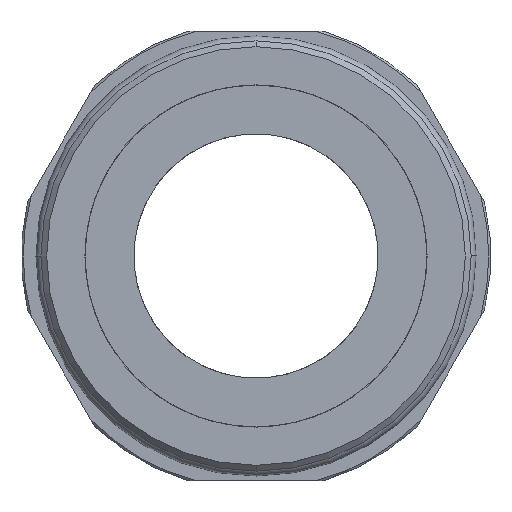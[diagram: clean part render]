
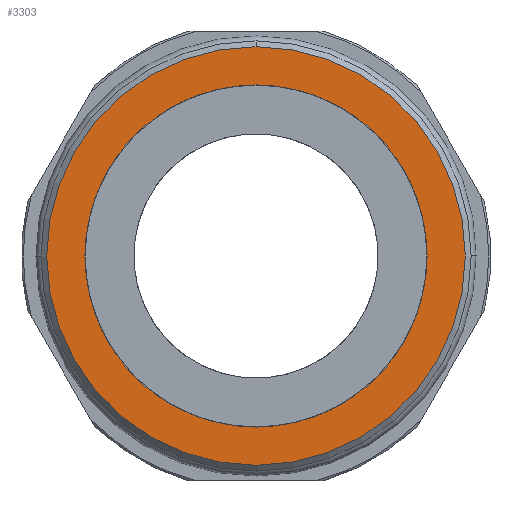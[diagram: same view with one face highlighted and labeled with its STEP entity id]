
A CAD part, front view. The second image highlights one B-rep face of the part: STEP entity #3303.
In plain terms, the highlighted planar face has unit normal (0, -1, 0).
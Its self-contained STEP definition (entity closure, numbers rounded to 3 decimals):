
#142 = CARTESIAN_POINT ( 'NONE',  ( 0., 0., -17.5 ) ) ;
#192 = CARTESIAN_POINT ( 'NONE',  ( 0., 0., -21.4 ) ) ;
#248 = CARTESIAN_POINT ( 'NONE',  ( 0., 0., 21.4 ) ) ;
#259 = CARTESIAN_POINT ( 'NONE',  ( 0., 0., 0. ) ) ;
#269 = DIRECTION ( 'NONE',  ( 0., 0., 1. ) ) ;
#297 = DIRECTION ( 'NONE',  ( 0., -1., 0. ) ) ;
#361 = FACE_OUTER_BOUND ( 'NONE', #2794, .T. ) ;
#366 = PLANE ( 'NONE',  #1908 ) ;
#398 = FACE_BOUND ( 'NONE', #2757, .T. ) ;
#433 = DIRECTION ( 'NONE',  ( 0., 1., 0. ) ) ;
#439 = DIRECTION ( 'NONE',  ( 0., 0., 1. ) ) ;
#447 = CARTESIAN_POINT ( 'NONE',  ( 0., 0., 0. ) ) ;
#584 = CARTESIAN_POINT ( 'NONE',  ( 0., 0., 0. ) ) ;
#586 = DIRECTION ( 'NONE',  ( 0., 0., 1. ) ) ;
#592 = DIRECTION ( 'NONE',  ( 0., -1., 0. ) ) ;
#892 = CARTESIAN_POINT ( 'NONE',  ( 0., 0., 0. ) ) ;
#893 = DIRECTION ( 'NONE',  ( 0., -1., 0. ) ) ;
#923 = DIRECTION ( 'NONE',  ( 0., 0., -1. ) ) ;
#1490 = DIRECTION ( 'NONE',  ( 0., -1., 0. ) ) ;
#1505 = DIRECTION ( 'NONE',  ( 0., 0., -1. ) ) ;
#1518 = CARTESIAN_POINT ( 'NONE',  ( 0., 0., 0. ) ) ;
#1562 = CARTESIAN_POINT ( 'NONE',  ( 0., 0., 17.5 ) ) ;
#1908 = AXIS2_PLACEMENT_3D ( 'NONE', #447, #433, #439 ) ;
#1988 = CIRCLE ( 'NONE', #2006, 21.4 ) ;
#2001 = CIRCLE ( 'NONE', #2031, 17.5 ) ;
#2006 = AXIS2_PLACEMENT_3D ( 'NONE', #584, #592, #586 ) ;
#2031 = AXIS2_PLACEMENT_3D ( 'NONE', #892, #893, #923 ) ;
#2196 = CIRCLE ( 'NONE', #2226, 17.5 ) ;
#2226 = AXIS2_PLACEMENT_3D ( 'NONE', #1518, #1490, #1505 ) ;
#2239 = AXIS2_PLACEMENT_3D ( 'NONE', #259, #297, #269 ) ;
#2250 = CIRCLE ( 'NONE', #2239, 21.4 ) ;
#2590 = ORIENTED_EDGE ( 'NONE', *, *, #3382, .F. ) ;
#2612 = ORIENTED_EDGE ( 'NONE', *, *, #3242, .F. ) ;
#2617 = ORIENTED_EDGE ( 'NONE', *, *, #3352, .T. ) ;
#2620 = ORIENTED_EDGE ( 'NONE', *, *, #3272, .T. ) ;
#2757 = EDGE_LOOP ( 'NONE', ( #2612, #2590 ) ) ;
#2794 = EDGE_LOOP ( 'NONE', ( #2620, #2617 ) ) ;
#2857 = VERTEX_POINT ( 'NONE', #192 ) ;
#2911 = VERTEX_POINT ( 'NONE', #142 ) ;
#2917 = VERTEX_POINT ( 'NONE', #248 ) ;
#2947 = VERTEX_POINT ( 'NONE', #1562 ) ;
#3242 = EDGE_CURVE ( 'NONE', #2911, #2947, #2196, .T. ) ;
#3272 = EDGE_CURVE ( 'NONE', #2917, #2857, #2250, .T. ) ;
#3303 = ADVANCED_FACE ( 'NONE', ( #398, #361 ), #366, .F. ) ;
#3352 = EDGE_CURVE ( 'NONE', #2857, #2917, #1988, .T. ) ;
#3382 = EDGE_CURVE ( 'NONE', #2947, #2911, #2001, .T. ) ;
